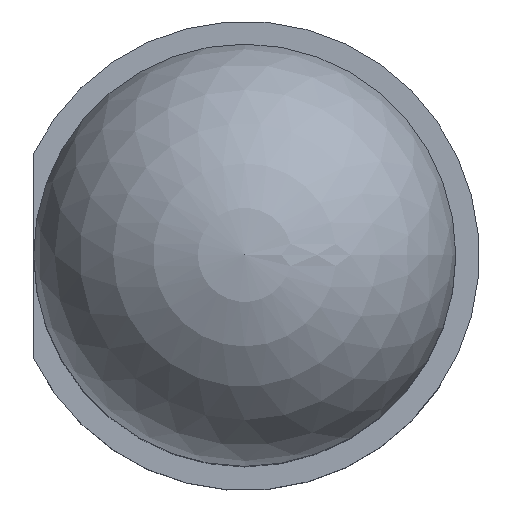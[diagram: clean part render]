
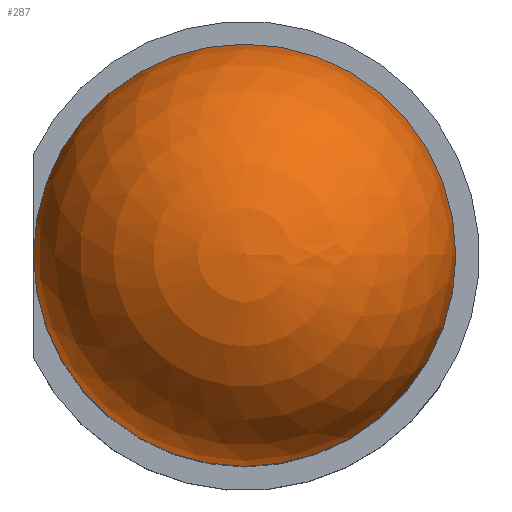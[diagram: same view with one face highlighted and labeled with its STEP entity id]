
A CAD part, top view. The second image highlights one B-rep face of the part: STEP entity #287.
In plain terms, the highlighted spherical face has radius 2.542 mm.
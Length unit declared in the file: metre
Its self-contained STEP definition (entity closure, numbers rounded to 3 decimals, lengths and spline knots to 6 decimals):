
#14=SPHERICAL_SURFACE('',#404,0.002543);
#18=CIRCLE('',#405,0.002543);
#19=CIRCLE('',#406,0.002543);
#64=ORIENTED_EDGE('',*,*,#126,.T.);
#65=ORIENTED_EDGE('',*,*,#127,.F.);
#66=ORIENTED_EDGE('',*,*,#127,.T.);
#126=EDGE_CURVE('',#152,#152,#18,.T.);
#127=EDGE_CURVE('',#153,#152,#19,.T.);
#152=VERTEX_POINT('',#556);
#153=VERTEX_POINT('',#558);
#224=EDGE_LOOP('',(#64,#65,#66));
#242=FACE_BOUND('',#224,.T.);
#287=ADVANCED_FACE('',(#242),#14,.T.);
#404=AXIS2_PLACEMENT_3D('',#554,#470,#471);
#405=AXIS2_PLACEMENT_3D('',#555,#472,#473);
#406=AXIS2_PLACEMENT_3D('',#557,#474,#475);
#470=DIRECTION('',(0.,0.,1.));
#471=DIRECTION('',(-1.,0.,0.));
#472=DIRECTION('',(0.,0.,1.));
#473=DIRECTION('',(-1.,0.,0.));
#474=DIRECTION('',(0.,1.,0.));
#475=DIRECTION('',(1.,0.,0.));
#554=CARTESIAN_POINT('',(-0.05785,0.01219,0.037628));
#555=CARTESIAN_POINT('',(-0.05785,0.01219,0.037628));
#556=CARTESIAN_POINT('',(-0.055308,0.01219,0.037628));
#557=CARTESIAN_POINT('',(-0.05785,0.01219,0.037628));
#558=CARTESIAN_POINT('',(-0.05785,0.01219,0.04017));
